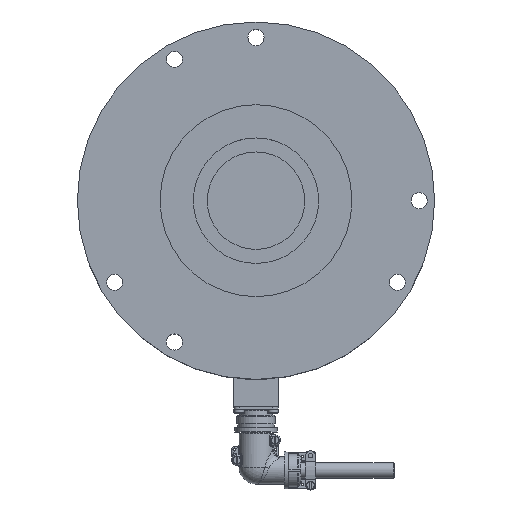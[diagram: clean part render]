
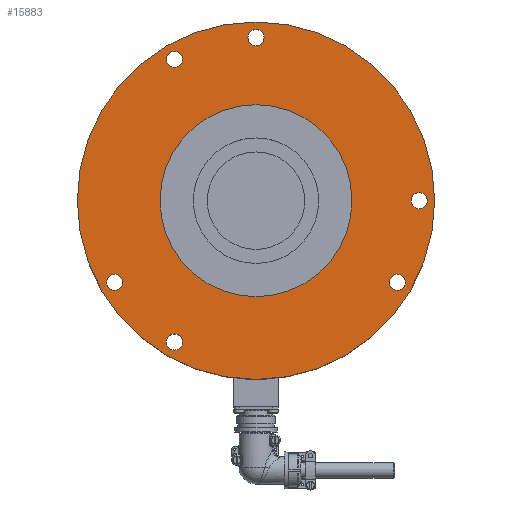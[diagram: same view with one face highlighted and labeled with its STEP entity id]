
A CAD part, top view. The second image highlights one B-rep face of the part: STEP entity #15883.
In plain terms, the highlighted planar face has unit normal (0, 0, 1).
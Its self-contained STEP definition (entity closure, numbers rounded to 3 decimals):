
#147 = EDGE_CURVE ( 'NONE', #991, #991, #823, .T. ) ;
#250 = EDGE_CURVE ( 'NONE', #10736, #10736, #7852, .T. ) ;
#696 = EDGE_LOOP ( 'NONE', ( #15391 ) ) ;
#769 = DIRECTION ( 'NONE',  ( 0., 0., -1. ) ) ;
#823 = CIRCLE ( 'NONE', #11860, 5.5 ) ;
#991 = VERTEX_POINT ( 'NONE', #7264 ) ;
#1065 = PLANE ( 'NONE',  #4785 ) ;
#1179 = FACE_BOUND ( 'NONE', #12478, .T. ) ;
#2038 = ORIENTED_EDGE ( 'NONE', *, *, #147, .T. ) ;
#2329 = CARTESIAN_POINT ( 'NONE',  ( -121., 0., 36. ) ) ;
#2464 = DIRECTION ( 'NONE',  ( 0., 0., -1. ) ) ;
#3100 = CARTESIAN_POINT ( 'NONE',  ( 0., 0., 36. ) ) ;
#3443 = ORIENTED_EDGE ( 'NONE', *, *, #19276, .T. ) ;
#3820 = AXIS2_PLACEMENT_3D ( 'NONE', #6903, #5644, #12051 ) ;
#4324 = VERTEX_POINT ( 'NONE', #10722 ) ;
#4410 = DIRECTION ( 'NONE',  ( 1., 0., 0. ) ) ;
#4453 = ORIENTED_EDGE ( 'NONE', *, *, #7662, .T. ) ;
#4462 = AXIS2_PLACEMENT_3D ( 'NONE', #5977, #769, #7462 ) ;
#4525 = EDGE_CURVE ( 'NONE', #13236, #13236, #9428, .T. ) ;
#4785 = AXIS2_PLACEMENT_3D ( 'NONE', #7557, #11012, #4410 ) ;
#4838 = AXIS2_PLACEMENT_3D ( 'NONE', #6911, #15509, #12264 ) ;
#5309 = VERTEX_POINT ( 'NONE', #19761 ) ;
#5626 = CIRCLE ( 'NONE', #20695, 5.5 ) ;
#5644 = DIRECTION ( 'NONE',  ( 0., 0., 1. ) ) ;
#5761 = VERTEX_POINT ( 'NONE', #7236 ) ;
#5977 = CARTESIAN_POINT ( 'NONE',  ( 0., 110.5, 36. ) ) ;
#6064 = FACE_BOUND ( 'NONE', #11001, .T. ) ;
#6487 = EDGE_LOOP ( 'NONE', ( #4453 ) ) ;
#6589 = DIRECTION ( 'NONE',  ( 0., 0., -1. ) ) ;
#6903 = CARTESIAN_POINT ( 'NONE',  ( 0., 0., 36. ) ) ;
#6911 = CARTESIAN_POINT ( 'NONE',  ( 110.5, 0., 36. ) ) ;
#7126 = VERTEX_POINT ( 'NONE', #2329 ) ;
#7236 = CARTESIAN_POINT ( 'NONE',  ( -90.196, -55.25, 36. ) ) ;
#7264 = CARTESIAN_POINT ( 'NONE',  ( -49.75, 95.696, 36. ) ) ;
#7462 = DIRECTION ( 'NONE',  ( 1., 0., 0. ) ) ;
#7557 = CARTESIAN_POINT ( 'NONE',  ( 0., -65., 36. ) ) ;
#7662 = EDGE_CURVE ( 'NONE', #7126, #7126, #12184, .T. ) ;
#7852 = CIRCLE ( 'NONE', #4838, 5.5 ) ;
#8197 = CARTESIAN_POINT ( 'NONE',  ( -55.25, 95.696, 36. ) ) ;
#9428 = CIRCLE ( 'NONE', #13362, 65. ) ;
#9502 = CARTESIAN_POINT ( 'NONE',  ( -55.25, -95.696, 36. ) ) ;
#10231 = EDGE_CURVE ( 'NONE', #5761, #5761, #16450, .T. ) ;
#10619 = EDGE_LOOP ( 'NONE', ( #12676 ) ) ;
#10722 = CARTESIAN_POINT ( 'NONE',  ( -49.75, -95.696, 36. ) ) ;
#10736 = VERTEX_POINT ( 'NONE', #13988 ) ;
#10749 = EDGE_LOOP ( 'NONE', ( #2038 ) ) ;
#10771 = EDGE_CURVE ( 'NONE', #5309, #5309, #13502, .T. ) ;
#11001 = EDGE_LOOP ( 'NONE', ( #20181 ) ) ;
#11012 = DIRECTION ( 'NONE',  ( 0., 0., -1. ) ) ;
#11316 = AXIS2_PLACEMENT_3D ( 'NONE', #20137, #2464, #12207 ) ;
#11860 = AXIS2_PLACEMENT_3D ( 'NONE', #8197, #6589, #16040 ) ;
#12051 = DIRECTION ( 'NONE',  ( -1., 0., 0. ) ) ;
#12184 = CIRCLE ( 'NONE', #3820, 121. ) ;
#12207 = DIRECTION ( 'NONE',  ( 1., 0., 0. ) ) ;
#12264 = DIRECTION ( 'NONE',  ( 1., 0., 0. ) ) ;
#12478 = EDGE_LOOP ( 'NONE', ( #16471 ) ) ;
#12632 = DIRECTION ( 'NONE',  ( 0., 0., -1. ) ) ;
#12676 = ORIENTED_EDGE ( 'NONE', *, *, #10231, .T. ) ;
#12686 = FACE_BOUND ( 'NONE', #10619, .T. ) ;
#13236 = VERTEX_POINT ( 'NONE', #19601 ) ;
#13328 = CIRCLE ( 'NONE', #11316, 5.5 ) ;
#13362 = AXIS2_PLACEMENT_3D ( 'NONE', #3100, #14017, #13915 ) ;
#13414 = CARTESIAN_POINT ( 'NONE',  ( -95.696, -55.25, 36. ) ) ;
#13502 = CIRCLE ( 'NONE', #4462, 5.5 ) ;
#13915 = DIRECTION ( 'NONE',  ( -1., 0., 0. ) ) ;
#13988 = CARTESIAN_POINT ( 'NONE',  ( 116., 0., 36. ) ) ;
#14017 = DIRECTION ( 'NONE',  ( 0., 0., 1. ) ) ;
#14985 = DIRECTION ( 'NONE',  ( 1., 0., 0. ) ) ;
#15391 = ORIENTED_EDGE ( 'NONE', *, *, #4525, .F. ) ;
#15410 = FACE_OUTER_BOUND ( 'NONE', #6487, .T. ) ;
#15509 = DIRECTION ( 'NONE',  ( 0., 0., -1. ) ) ;
#15531 = CARTESIAN_POINT ( 'NONE',  ( 101.196, -55.25, 36. ) ) ;
#15631 = VERTEX_POINT ( 'NONE', #15531 ) ;
#15820 = FACE_BOUND ( 'NONE', #16547, .T. ) ;
#15844 = EDGE_LOOP ( 'NONE', ( #3443 ) ) ;
#15883 = ADVANCED_FACE ( 'NONE', ( #20222, #12686, #15820, #1179, #6064, #18749, #17378, #15410 ), #1065, .F. ) ;
#16040 = DIRECTION ( 'NONE',  ( 1., 0., 0. ) ) ;
#16450 = CIRCLE ( 'NONE', #19132, 5.5 ) ;
#16471 = ORIENTED_EDGE ( 'NONE', *, *, #20641, .T. ) ;
#16547 = EDGE_LOOP ( 'NONE', ( #19124 ) ) ;
#17378 = FACE_BOUND ( 'NONE', #696, .T. ) ;
#18749 = FACE_BOUND ( 'NONE', #10749, .T. ) ;
#19006 = DIRECTION ( 'NONE',  ( 1., 0., 0. ) ) ;
#19124 = ORIENTED_EDGE ( 'NONE', *, *, #250, .T. ) ;
#19132 = AXIS2_PLACEMENT_3D ( 'NONE', #13414, #19899, #14985 ) ;
#19276 = EDGE_CURVE ( 'NONE', #4324, #4324, #5626, .T. ) ;
#19601 = CARTESIAN_POINT ( 'NONE',  ( -65., 0., 36. ) ) ;
#19761 = CARTESIAN_POINT ( 'NONE',  ( 5.5, 110.5, 36. ) ) ;
#19899 = DIRECTION ( 'NONE',  ( 0., 0., -1. ) ) ;
#20137 = CARTESIAN_POINT ( 'NONE',  ( 95.696, -55.25, 36. ) ) ;
#20181 = ORIENTED_EDGE ( 'NONE', *, *, #10771, .T. ) ;
#20222 = FACE_BOUND ( 'NONE', #15844, .T. ) ;
#20641 = EDGE_CURVE ( 'NONE', #15631, #15631, #13328, .T. ) ;
#20695 = AXIS2_PLACEMENT_3D ( 'NONE', #9502, #12632, #19006 ) ;
